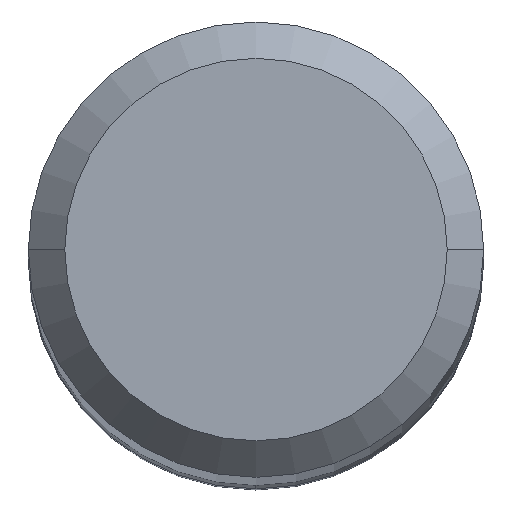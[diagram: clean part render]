
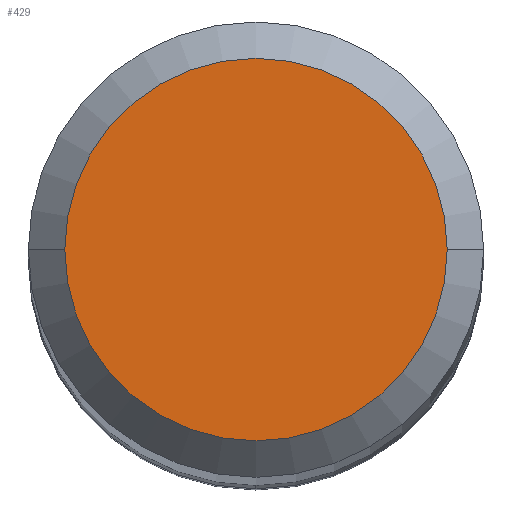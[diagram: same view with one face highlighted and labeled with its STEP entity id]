
A CAD part, top view. The second image highlights one B-rep face of the part: STEP entity #429.
In plain terms, the highlighted planar face has unit normal (0, 0, 1).
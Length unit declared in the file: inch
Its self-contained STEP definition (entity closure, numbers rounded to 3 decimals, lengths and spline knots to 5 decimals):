
#20 = CARTESIAN_POINT ( 'NONE',  ( -0.105, 0., 0. ) ) ;
#22 = CARTESIAN_POINT ( 'NONE',  ( 0., 0., 0. ) ) ;
#52 = DIRECTION ( 'NONE',  ( 1., 0., 0. ) ) ;
#79 = CIRCLE ( 'NONE', #249, 0.105 ) ;
#93 = PLANE ( 'NONE',  #435 ) ;
#135 = EDGE_CURVE ( 'NONE', #273, #389, #214, .T. ) ;
#153 = ORIENTED_EDGE ( 'NONE', *, *, #473, .T. ) ;
#183 = EDGE_LOOP ( 'NONE', ( #428, #153 ) ) ;
#214 = CIRCLE ( 'NONE', #258, 0.105 ) ;
#216 = DIRECTION ( 'NONE',  ( 0., 0., 1. ) ) ;
#239 = DIRECTION ( 'NONE',  ( 0., 0., -1. ) ) ;
#249 = AXIS2_PLACEMENT_3D ( 'NONE', #22, #334, #52 ) ;
#258 = AXIS2_PLACEMENT_3D ( 'NONE', #464, #216, #457 ) ;
#273 = VERTEX_POINT ( 'NONE', #20 ) ;
#334 = DIRECTION ( 'NONE',  ( 0., 0., 1. ) ) ;
#389 = VERTEX_POINT ( 'NONE', #466 ) ;
#428 = ORIENTED_EDGE ( 'NONE', *, *, #135, .T. ) ;
#429 = ADVANCED_FACE ( 'NONE', ( #448 ), #93, .F. ) ;
#435 = AXIS2_PLACEMENT_3D ( 'NONE', #491, #239, #493 ) ;
#448 = FACE_OUTER_BOUND ( 'NONE', #183, .T. ) ;
#457 = DIRECTION ( 'NONE',  ( 1., 0., 0. ) ) ;
#464 = CARTESIAN_POINT ( 'NONE',  ( 0., 0., 0. ) ) ;
#466 = CARTESIAN_POINT ( 'NONE',  ( 0.105, 0., 0. ) ) ;
#473 = EDGE_CURVE ( 'NONE', #389, #273, #79, .T. ) ;
#491 = CARTESIAN_POINT ( 'NONE',  ( 0., 0.105, 0. ) ) ;
#493 = DIRECTION ( 'NONE',  ( -1., 0., 0. ) ) ;
